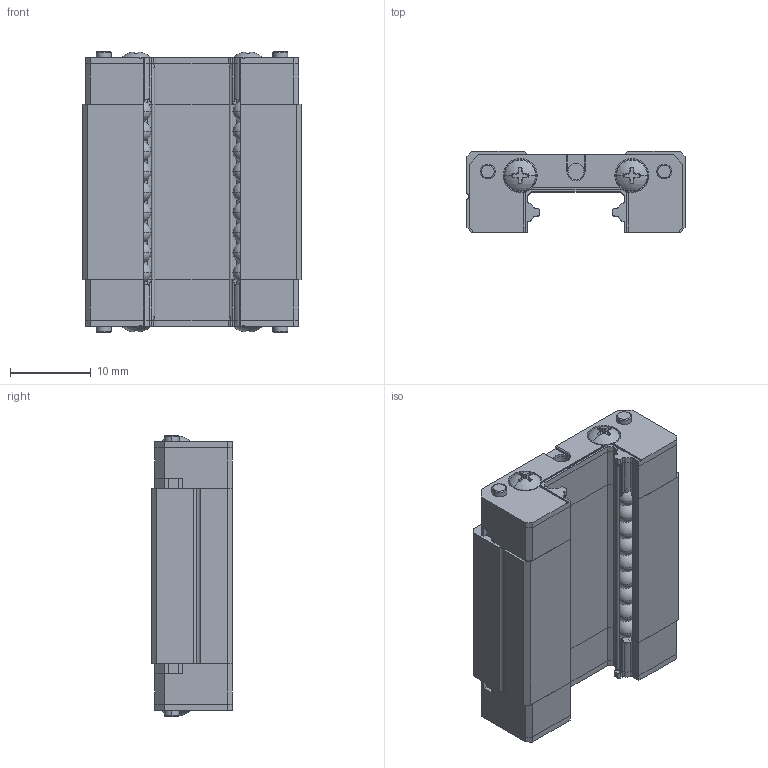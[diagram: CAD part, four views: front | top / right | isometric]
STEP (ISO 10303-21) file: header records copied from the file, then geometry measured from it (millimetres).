
FILE_DESCRIPTION (( 'STEP AP203' ), '1' );
FILE_NAME ('6709K115_Ball Bearing Carriage.STEP', '2024-02-15T15:50:07', ( 'Administrator' ), ( 'Managed by Terraform' ), 'SwSTEP 2.0', 'SolidWorks 2017', '' );
FILE_SCHEMA (( 'CONFIG_CONTROL_DESIGN' ));
Length unit declared in the file: millimetre
Products named in the file (1): 6709K115_Ball Bearing Carriage
Bounding box: 27 x 10 x 34.7 mm (x, y, z)
Volume: 6514.9 mm3; surface area: 6808.9 mm2
Topology: 33 solids, 33 shells, 748 faces, 2014 edges, 1300 vertices
Faces by surface type: plane 343, cylinder 239, torus 50, sphere 44, cone 36, bspline 36
Entity records: 32842 total; most frequent: CARTESIAN_POINT 14842, ORIENTED_EDGE 3848, DIRECTION 3684, EDGE_CURVE 1924, AXIS2_PLACEMENT_3D 1335, VERTEX_POINT 1246, VECTOR 1014, LINE 1014
